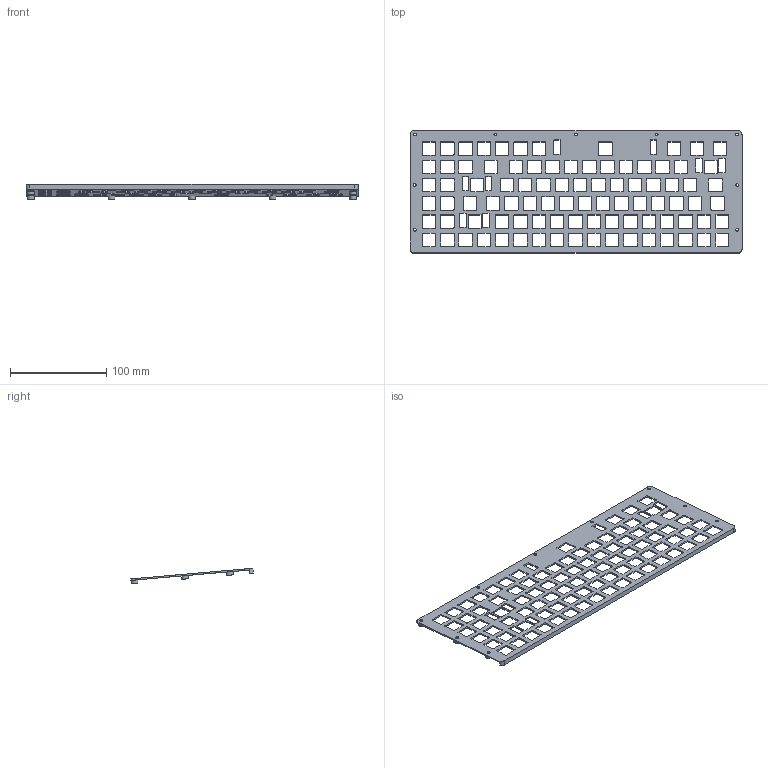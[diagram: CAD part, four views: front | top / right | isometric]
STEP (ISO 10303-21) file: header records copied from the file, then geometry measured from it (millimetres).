
FILE_DESCRIPTION(/* description */ ('','CAx-IF Rec.Pracs.---Representation and Presentation of Product Manufacturing Information (PMI)---4.0---2014-10-13'),/* implementation_level */ '2;1');
FILE_NAME(/* name */ 'Plate.step',/* time_stamp */ '2025-07-30T15:35:39+05:30',/* author */ (''),/* organization */ (''),/* preprocessor_version */ 'ST-DEVELOPER v20',/* originating_system */ 'Autodesk Translation Framework v13.20.0.188',/* authorisation */ '');
FILE_SCHEMA (('AP242_MANAGED_MODEL_BASED_3D_ENGINEERING_MIM_LF { 1 0 10303 442 1 1 4 }'));
Length unit declared in the file: millimetre
Products named in the file (1): Plate
Bounding box: 345 x 127.4 x 16.08 mm (x, y, z)
Volume: 43206.6 mm3; surface area: 63931.8 mm2
Topology: 1 solids, 1 shells, 841 faces, 2463 edges, 1642 vertices
Faces by surface type: cylinder 423, plane 418
Full cylindrical faces by diameter (mm): 3 x9, 4 x9, 7 x9
Entity records: 28613 total; most frequent: DIRECTION 4995, CARTESIAN_POINT 4947, ORIENTED_EDGE 4926, EDGE_CURVE 2463, AXIS2_PLACEMENT_3D 1690, VERTEX_POINT 1642, LINE 1615, VECTOR 1615
